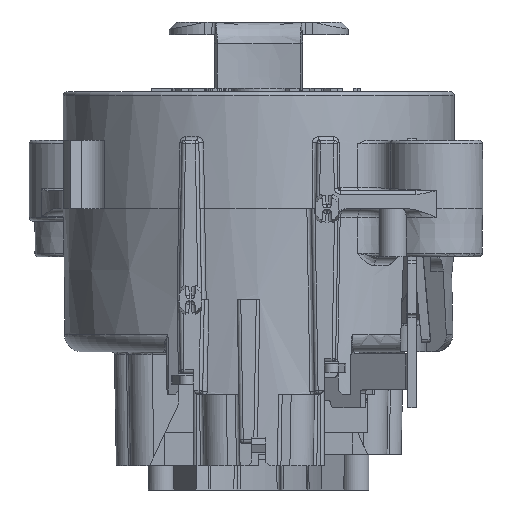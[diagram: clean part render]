
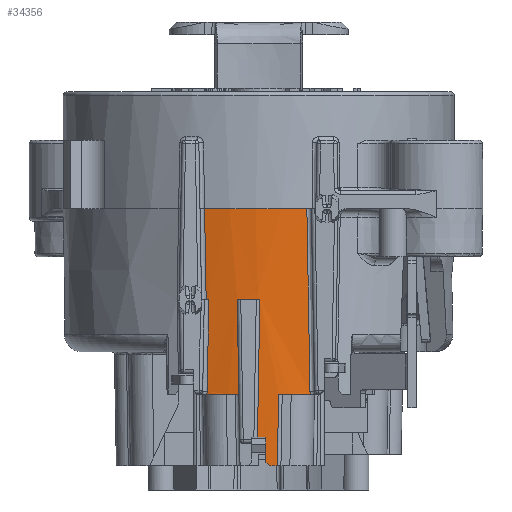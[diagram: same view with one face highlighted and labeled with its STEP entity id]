
A CAD part, front view. The second image highlights one B-rep face of the part: STEP entity #34356.
In plain terms, the highlighted conical face has half-angle 0.5 degrees and reference radius 10.837 mm.
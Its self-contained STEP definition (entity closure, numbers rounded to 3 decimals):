
#4464=CARTESIAN_POINT('',(-0.071,-10.787,
-11.203));
#4465=CARTESIAN_POINT('',(-0.025,-10.81,
-8.599));
#4466=CARTESIAN_POINT('',(0.02,-10.833,
-5.994));
#4467=CARTESIAN_POINT('',(0.065,-10.855,
-3.39));
#4469=CARTESIAN_POINT('',(0.,0.,-3.39));
#4470=DIRECTION('',(0.,0.,1.));
#4471=DIRECTION('',(-0.111,-0.994,0.));
#4472=AXIS2_PLACEMENT_3D('',#4469,#4470,#4471);
#4474=CARTESIAN_POINT('',(-1.201,-10.789,
-3.39));
#4475=CARTESIAN_POINT('',(-1.17,-10.777,
-5.143));
#4476=CARTESIAN_POINT('',(-1.14,-10.765,
-6.897));
#4477=CARTESIAN_POINT('',(-1.109,-10.753,
-8.65));
#4479=CARTESIAN_POINT('',(0.,0.,-8.65));
#4480=DIRECTION('',(0.,0.,-1.));
#4481=DIRECTION('',(-0.103,-0.995,0.));
#4482=AXIS2_PLACEMENT_3D('',#4479,#4480,#4481);
#4484=CARTESIAN_POINT('',(-2.871,-10.423,
-8.504));
#4485=CARTESIAN_POINT('',(-2.872,-10.422,
-8.53));
#4486=CARTESIAN_POINT('',(-2.878,-10.42,
-8.58));
#4487=CARTESIAN_POINT('',(-2.894,-10.415,
-8.627));
#4488=CARTESIAN_POINT('',(-2.905,-10.412,
-8.65));
#4490=CARTESIAN_POINT('',(-2.784,-10.493,
-3.39));
#4491=CARTESIAN_POINT('',(-2.798,-10.481,
-4.242));
#4492=CARTESIAN_POINT('',(-2.827,-10.458,
-5.945));
#4493=CARTESIAN_POINT('',(-2.857,-10.435,
-7.651));
#4494=CARTESIAN_POINT('',(-2.871,-10.423,
-8.504));
#4496=CARTESIAN_POINT('',(-3.018,-10.474,
1.69));
#4497=CARTESIAN_POINT('',(-3.009,-10.472,
1.146));
#4498=CARTESIAN_POINT('',(-2.989,-10.467,
0.013));
#4499=CARTESIAN_POINT('',(-2.96,-10.46,
-1.681));
#4500=CARTESIAN_POINT('',(-2.941,-10.455,
-2.831));
#4501=CARTESIAN_POINT('',(-2.931,-10.453,-3.39));
#4503=CARTESIAN_POINT('',(0.,0.,1.69));
#4504=DIRECTION('',(0.,0.,1.));
#4505=DIRECTION('',(-0.277,-0.961,0.));
#4506=AXIS2_PLACEMENT_3D('',#4503,#4504,#4505);
#4508=CARTESIAN_POINT('',(2.86,-10.426,
-8.504));
#4509=CARTESIAN_POINT('',(2.841,-10.441,
-7.369));
#4510=CARTESIAN_POINT('',(2.802,-10.472,
-5.101));
#4511=CARTESIAN_POINT('',(2.744,-10.519,
-1.703));
#4512=CARTESIAN_POINT('',(2.705,-10.549,
0.56));
#4513=CARTESIAN_POINT('',(2.686,-10.564,1.69));
#4515=CARTESIAN_POINT('',(2.894,-10.415,
-8.65));
#4516=CARTESIAN_POINT('',(2.883,-10.418,
-8.627));
#4517=CARTESIAN_POINT('',(2.867,-10.423,
-8.58));
#4518=CARTESIAN_POINT('',(2.86,-10.426,
-8.53));
#4519=CARTESIAN_POINT('',(2.86,-10.426,
-8.504));
#4521=CARTESIAN_POINT('',(0.,0.,-8.65));
#4522=DIRECTION('',(0.,0.,-1.));
#4523=DIRECTION('',(0.268,-0.963,0.));
#4524=AXIS2_PLACEMENT_3D('',#4521,#4522,#4523);
#4526=DIRECTION('',(0.,0.009,-1.));
#4527=VECTOR('',#4526,0.5);
#4528=CARTESIAN_POINT('',(0.4,-10.778,-11.4));
#4529=LINE('',#4528,#4527);
#4530=CARTESIAN_POINT('',(0.,0.,-11.4));
#4531=DIRECTION('',(0.,0.,1.));
#4532=DIRECTION('',(-0.025,-1.,0.));
#4533=AXIS2_PLACEMENT_3D('',#4530,#4531,#4532);
#7249=CARTESIAN_POINT('',(0.,0.,-12.65));
#7250=DIRECTION('',(0.,0.,1.));
#7251=DIRECTION('',(0.056,-0.998,0.));
#7252=AXIS2_PLACEMENT_3D('',#7249,#7250,#7251);
#7512=CARTESIAN_POINT('',(0.6,-10.758,-12.65));
#7513=CARTESIAN_POINT('',(0.533,-10.762,
-12.583));
#7514=CARTESIAN_POINT('',(0.467,-10.766,
-12.517));
#7515=CARTESIAN_POINT('',(0.4,-10.769,-12.45));
#7521=DIRECTION('',(0.,-0.009,1.));
#7522=VECTOR('',#7521,0.55);
#7523=CARTESIAN_POINT('',(0.4,-10.769,-12.45));
#7524=LINE('',#7523,#7522);
#7962=CARTESIAN_POINT('',(-0.071,-10.787,
-11.203));
#7963=CARTESIAN_POINT('',(-0.071,-10.787,
-11.229));
#7964=CARTESIAN_POINT('',(-0.082,-10.787,
-11.281));
#7965=CARTESIAN_POINT('',(-0.127,-10.786,
-11.346));
#7966=CARTESIAN_POINT('',(-0.193,-10.784,
-11.39));
#7967=CARTESIAN_POINT('',(-0.245,-10.783,-11.4));
#7968=CARTESIAN_POINT('',(-0.271,-10.782,-11.4));
#8270=CARTESIAN_POINT('',(1.039,-10.725,
-12.65));
#8271=CARTESIAN_POINT('',(1.062,-10.734,
-11.317));
#8272=CARTESIAN_POINT('',(1.086,-10.743,
-9.983));
#8273=CARTESIAN_POINT('',(1.109,-10.753,
-8.65));
#10697=CARTESIAN_POINT('',(0.,0.,-3.39));
#10698=DIRECTION('',(0.,0.,1.));
#10699=DIRECTION('',(-0.27,-0.963,0.));
#10700=AXIS2_PLACEMENT_3D('',#10697,#10698,#10699);
#11083=CARTESIAN_POINT('',(-2.784,-10.493,
-3.39));
#11085=CARTESIAN_POINT('',(-2.905,-10.412,
-8.65));
#23740=CARTESIAN_POINT('',(0.6,-10.758,-12.65));
#23741=VERTEX_POINT('',#23740);
#23742=CARTESIAN_POINT('',(0.4,-10.769,-12.45));
#23743=VERTEX_POINT('',#23742);
#23758=CARTESIAN_POINT('',(1.039,-10.725,-12.65));
#23759=VERTEX_POINT('',#23758);
#23760=VERTEX_POINT('',#8273);
#24079=VERTEX_POINT('',#4515);
#24080=VERTEX_POINT('',#4519);
#24084=VERTEX_POINT('',#4513);
#24086=VERTEX_POINT('',#11083);
#24087=VERTEX_POINT('',#11085);
#24090=VERTEX_POINT('',#4484);
#24091=VERTEX_POINT('',#4496);
#24092=VERTEX_POINT('',#4501);
#24675=CARTESIAN_POINT('',(-1.201,-10.789,
-3.39));
#24676=CARTESIAN_POINT('',(0.065,-10.855,
-3.39));
#24677=VERTEX_POINT('',#24675);
#24678=VERTEX_POINT('',#24676);
#24679=VERTEX_POINT('',#4477);
#24693=CARTESIAN_POINT('',(-0.071,-10.787,
-11.203));
#24694=VERTEX_POINT('',#24693);
#26838=CARTESIAN_POINT('',(0.4,-10.774,-11.9));
#26840=VERTEX_POINT('',#26838);
#26859=CARTESIAN_POINT('',(-0.271,-10.782,-11.4));
#26860=CARTESIAN_POINT('',(0.4,-10.778,-11.4));
#26861=VERTEX_POINT('',#26859);
#26862=VERTEX_POINT('',#26860);
#34311=CARTESIAN_POINT('',(0.,0.,-5.48));
#34312=DIRECTION('',(0.,0.,1.));
#34313=DIRECTION('',(0.,-1.,0.));
#34314=AXIS2_PLACEMENT_3D('',#34311,#34312,#34313);
#34315=CONICAL_SURFACE('',#34314,10.837,0.5);
#34317=ORIENTED_EDGE('',*,*,#34316,.F.);
#34319=ORIENTED_EDGE('',*,*,#34318,.T.);
#34321=ORIENTED_EDGE('',*,*,#34320,.F.);
#34323=ORIENTED_EDGE('',*,*,#34322,.T.);
#34325=ORIENTED_EDGE('',*,*,#34324,.T.);
#34327=ORIENTED_EDGE('',*,*,#34326,.F.);
#34329=ORIENTED_EDGE('',*,*,#34328,.F.);
#34331=ORIENTED_EDGE('',*,*,#34330,.F.);
#34333=ORIENTED_EDGE('',*,*,#34332,.F.);
#34335=ORIENTED_EDGE('',*,*,#34334,.T.);
#34337=ORIENTED_EDGE('',*,*,#34336,.F.);
#34339=ORIENTED_EDGE('',*,*,#34338,.F.);
#34341=ORIENTED_EDGE('',*,*,#34340,.T.);
#34343=ORIENTED_EDGE('',*,*,#34342,.F.);
#34345=ORIENTED_EDGE('',*,*,#34344,.F.);
#34347=ORIENTED_EDGE('',*,*,#34346,.T.);
#34349=ORIENTED_EDGE('',*,*,#34348,.T.);
#34351=ORIENTED_EDGE('',*,*,#34350,.F.);
#34353=ORIENTED_EDGE('',*,*,#34352,.F.);
#34354=EDGE_LOOP('',(#34317,#34319,#34321,#34323,#34325,#34327,#34329,#34331,
#34333,#34335,#34337,#34339,#34341,#34343,#34345,#34347,#34349,#34351,#34353));
#34355=FACE_OUTER_BOUND('',#34354,.F.);
#4468=B_SPLINE_CURVE_WITH_KNOTS('',3,(#4464,#4465,#4466,#4467),.UNSPECIFIED.,
.F.,.F.,(4,4),(0.,1.),.UNSPECIFIED.);
#4473=CIRCLE('',#4472,10.856);
#4478=B_SPLINE_CURVE_WITH_KNOTS('',3,(#4474,#4475,#4476,#4477),.UNSPECIFIED.,
.F.,.F.,(4,4),(0.,1.),.UNSPECIFIED.);
#4483=CIRCLE('',#4482,10.81);
#4489=B_SPLINE_CURVE_WITH_KNOTS('',3,(#4484,#4485,#4486,#4487,#4488),
.UNSPECIFIED.,.F.,.F.,(4,1,4),(0.,0.5,1.),.UNSPECIFIED.);
#4495=B_SPLINE_CURVE_WITH_KNOTS('',3,(#4490,#4491,#4492,#4493,#4494),
.UNSPECIFIED.,.F.,.F.,(4,1,4),(0.,0.5,1.),.UNSPECIFIED.);
#4502=B_SPLINE_CURVE_WITH_KNOTS('',3,(#4496,#4497,#4498,#4499,#4500,#4501),
.UNSPECIFIED.,.F.,.F.,(4,1,1,4),(0.,0.321,0.67,1.),
.UNSPECIFIED.);
#4507=CIRCLE('',#4506,10.9);
#4514=B_SPLINE_CURVE_WITH_KNOTS('',3,(#4508,#4509,#4510,#4511,#4512,#4513),
.UNSPECIFIED.,.F.,.F.,(4,1,1,4),(0.,0.333,0.667,1.),
.UNSPECIFIED.);
#4520=B_SPLINE_CURVE_WITH_KNOTS('',3,(#4515,#4516,#4517,#4518,#4519),
.UNSPECIFIED.,.F.,.F.,(4,1,4),(0.,0.5,1.),.UNSPECIFIED.);
#4525=CIRCLE('',#4524,10.81);
#4534=CIRCLE('',#4533,10.786);
#7253=CIRCLE('',#7252,10.775);
#7516=B_SPLINE_CURVE_WITH_KNOTS('',3,(#7512,#7513,#7514,#7515),.UNSPECIFIED.,
.F.,.F.,(4,4),(0.,1.),.UNSPECIFIED.);
#7969=B_SPLINE_CURVE_WITH_KNOTS('',3,(#7962,#7963,#7964,#7965,#7966,#7967,
#7968),.UNSPECIFIED.,.F.,.F.,(4,1,1,1,4),(0.,0.25,0.5,0.75,1.),
.UNSPECIFIED.);
#8274=B_SPLINE_CURVE_WITH_KNOTS('',3,(#8270,#8271,#8272,#8273),.UNSPECIFIED.,
.F.,.F.,(4,4),(0.,1.),.UNSPECIFIED.);
#10701=CIRCLE('',#10700,10.856);
#34316=EDGE_CURVE('',#24694,#26861,#7969,.T.);
#34318=EDGE_CURVE('',#24694,#24678,#4468,.T.);
#34320=EDGE_CURVE('',#24677,#24678,#4473,.T.);
#34322=EDGE_CURVE('',#24677,#24679,#4478,.T.);
#34324=EDGE_CURVE('',#24679,#24087,#4483,.T.);
#34326=EDGE_CURVE('',#24090,#24087,#4489,.T.);
#34328=EDGE_CURVE('',#24086,#24090,#4495,.T.);
#34330=EDGE_CURVE('',#24092,#24086,#10701,.T.);
#34332=EDGE_CURVE('',#24091,#24092,#4502,.T.);
#34334=EDGE_CURVE('',#24091,#24084,#4507,.T.);
#34336=EDGE_CURVE('',#24080,#24084,#4514,.T.);
#34338=EDGE_CURVE('',#24079,#24080,#4520,.T.);
#34340=EDGE_CURVE('',#24079,#23760,#4525,.T.);
#34342=EDGE_CURVE('',#23759,#23760,#8274,.T.);
#34344=EDGE_CURVE('',#23741,#23759,#7253,.T.);
#34346=EDGE_CURVE('',#23741,#23743,#7516,.T.);
#34348=EDGE_CURVE('',#23743,#26840,#7524,.T.);
#34350=EDGE_CURVE('',#26862,#26840,#4529,.T.);
#34352=EDGE_CURVE('',#26861,#26862,#4534,.T.);
#34356=ADVANCED_FACE('',(#34355),#34315,.T.);
